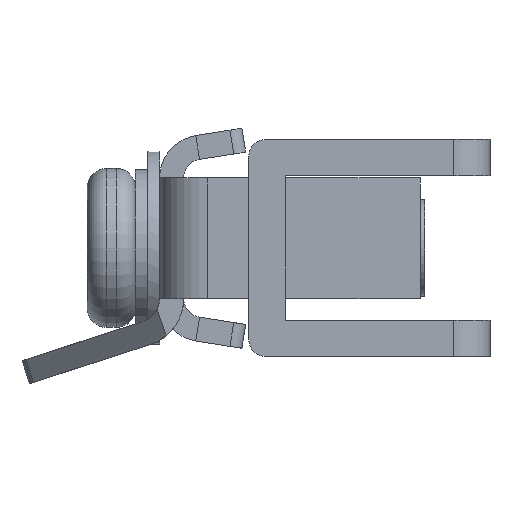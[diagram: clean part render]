
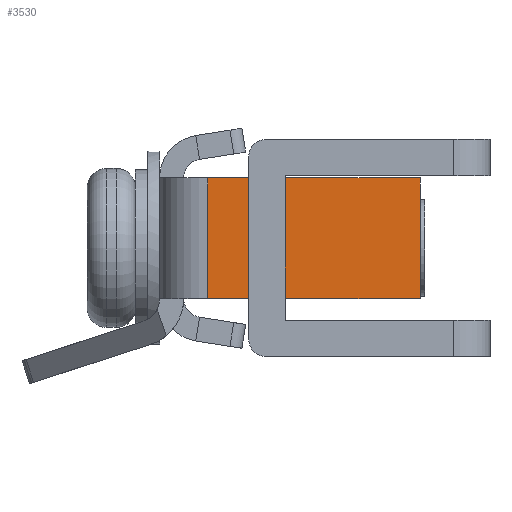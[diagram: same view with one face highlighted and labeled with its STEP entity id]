
A CAD part, left-side view. The second image highlights one B-rep face of the part: STEP entity #3530.
In plain terms, the highlighted planar face has unit normal (-1, 0, 0).
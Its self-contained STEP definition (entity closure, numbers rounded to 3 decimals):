
#217 = DIRECTION ( 'NONE',  ( 0., 1., 0. ) ) ;
#430 = ORIENTED_EDGE ( 'NONE', *, *, #1236, .T. ) ;
#437 = DIRECTION ( 'NONE',  ( 0., 0., -1. ) ) ;
#482 = EDGE_CURVE ( 'NONE', #3385, #3088, #3155, .T. ) ;
#507 = VECTOR ( 'NONE', #3442, 1000. ) ;
#817 = CARTESIAN_POINT ( 'NONE',  ( -16., 1.7, 2.4 ) ) ;
#928 = EDGE_CURVE ( 'NONE', #4083, #3385, #1038, .T. ) ;
#939 = EDGE_LOOP ( 'NONE', ( #3964, #3615, #430, #2324 ) ) ;
#1019 = CARTESIAN_POINT ( 'NONE',  ( -16., 1.7, 2.4 ) ) ;
#1038 = LINE ( 'NONE', #1274, #2776 ) ;
#1236 = EDGE_CURVE ( 'NONE', #2318, #3088, #1688, .T. ) ;
#1246 = CARTESIAN_POINT ( 'NONE',  ( -16., -7.3, 7.4 ) ) ;
#1274 = CARTESIAN_POINT ( 'NONE',  ( -16., -7.3, 2.4 ) ) ;
#1688 = LINE ( 'NONE', #1246, #4241 ) ;
#1910 = CARTESIAN_POINT ( 'NONE',  ( -16., -7.1, 7.4 ) ) ;
#2024 = VECTOR ( 'NONE', #2127, 1000. ) ;
#2127 = DIRECTION ( 'NONE',  ( 0., 0., 1. ) ) ;
#2146 = CARTESIAN_POINT ( 'NONE',  ( -16., -7.3, 2.4 ) ) ;
#2147 = EDGE_CURVE ( 'NONE', #4083, #2318, #3778, .T. ) ;
#2241 = FACE_OUTER_BOUND ( 'NONE', #939, .T. ) ;
#2318 = VERTEX_POINT ( 'NONE', #1910 ) ;
#2324 = ORIENTED_EDGE ( 'NONE', *, *, #482, .F. ) ;
#2441 = CARTESIAN_POINT ( 'NONE',  ( -16., 1.7, 7.4 ) ) ;
#2487 = PLANE ( 'NONE',  #2736 ) ;
#2504 = DIRECTION ( 'NONE',  ( 1., 0., 0. ) ) ;
#2736 = AXIS2_PLACEMENT_3D ( 'NONE', #2146, #2504, #437 ) ;
#2776 = VECTOR ( 'NONE', #3351, 1000. ) ;
#3088 = VERTEX_POINT ( 'NONE', #2441 ) ;
#3155 = LINE ( 'NONE', #1019, #507 ) ;
#3351 = DIRECTION ( 'NONE',  ( 0., 1., 0. ) ) ;
#3385 = VERTEX_POINT ( 'NONE', #817 ) ;
#3442 = DIRECTION ( 'NONE',  ( 0., 0., 1. ) ) ;
#3530 = ADVANCED_FACE ( 'NONE', ( #2241 ), #2487, .F. ) ;
#3544 = CARTESIAN_POINT ( 'NONE',  ( -16., -7.1, 2.4 ) ) ;
#3608 = CARTESIAN_POINT ( 'NONE',  ( -16., -7.1, 2.4 ) ) ;
#3615 = ORIENTED_EDGE ( 'NONE', *, *, #2147, .T. ) ;
#3778 = LINE ( 'NONE', #3544, #2024 ) ;
#3964 = ORIENTED_EDGE ( 'NONE', *, *, #928, .F. ) ;
#4083 = VERTEX_POINT ( 'NONE', #3608 ) ;
#4241 = VECTOR ( 'NONE', #217, 1000. ) ;
